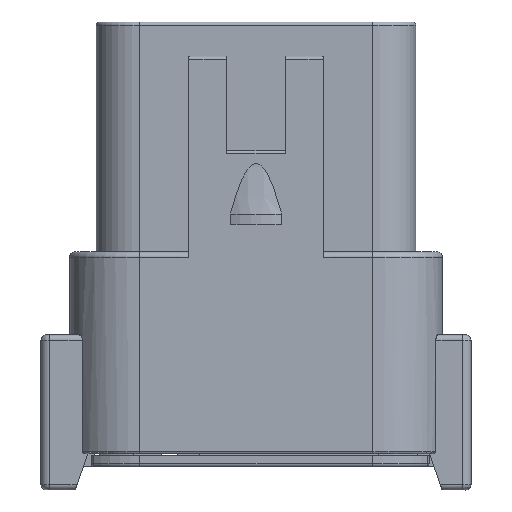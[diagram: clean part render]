
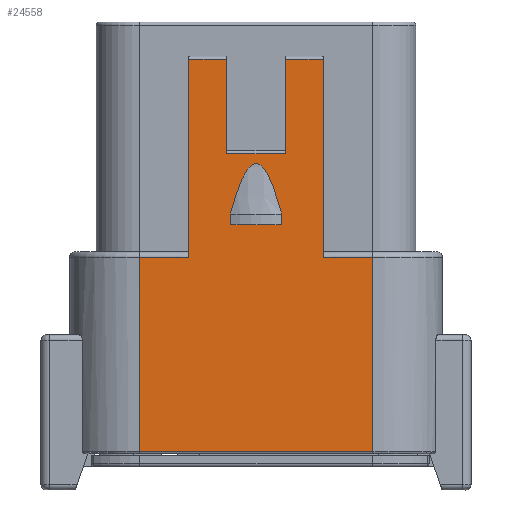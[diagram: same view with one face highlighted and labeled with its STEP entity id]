
A CAD part, left-side view. The second image highlights one B-rep face of the part: STEP entity #24558.
In plain terms, the highlighted planar face has unit normal (-1, 0, 0).
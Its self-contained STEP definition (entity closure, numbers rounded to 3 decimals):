
#1683=DIRECTION('',(0.,-1.,0.));
#1684=VECTOR('',#1683,21.85);
#1685=CARTESIAN_POINT('',(-10.125,10.925,0.2));
#1686=LINE('',#1685,#1684);
#1726=DIRECTION('',(0.,0.,-1.));
#1727=VECTOR('',#1726,18.15);
#1728=CARTESIAN_POINT('',(-10.125,10.925,18.35));
#1729=LINE('',#1728,#1727);
#2373=DIRECTION('',(0.,0.,1.));
#2374=VECTOR('',#2373,18.15);
#2375=CARTESIAN_POINT('',(-10.125,-10.925,0.2));
#2376=LINE('',#2375,#2374);
#2394=DIRECTION('',(0.,0.,1.));
#2395=VECTOR('',#2394,18.5);
#2396=CARTESIAN_POINT('',(-10.125,6.3,18.35));
#2397=LINE('',#2396,#2395);
#2398=DIRECTION('',(0.,0.,-1.));
#2399=VECTOR('',#2398,8.8);
#2400=CARTESIAN_POINT('',(-10.125,2.75,36.85));
#2401=LINE('',#2400,#2399);
#2402=DIRECTION('',(0.,0.,1.));
#2403=VECTOR('',#2402,8.8);
#2404=CARTESIAN_POINT('',(-10.125,-2.75,28.05));
#2405=LINE('',#2404,#2403);
#2406=DIRECTION('',(0.,0.,-1.));
#2407=VECTOR('',#2406,18.5);
#2408=CARTESIAN_POINT('',(-10.125,-6.3,36.85));
#2409=LINE('',#2408,#2407);
#2410=CARTESIAN_POINT('',(-10.125,-2.398,22.4));
#2411=CARTESIAN_POINT('',(-10.125,-2.343,22.606));
#2412=CARTESIAN_POINT('',(-10.125,-2.235,23.));
#2413=CARTESIAN_POINT('',(-10.125,-2.079,23.535));
#2414=CARTESIAN_POINT('',(-10.125,-1.928,24.021));
#2415=CARTESIAN_POINT('',(-10.125,-1.782,24.46));
#2416=CARTESIAN_POINT('',(-10.125,-1.64,24.856));
#2417=CARTESIAN_POINT('',(-10.125,-1.502,25.212));
#2418=CARTESIAN_POINT('',(-10.125,-1.367,25.531));
#2419=CARTESIAN_POINT('',(-10.125,-1.236,25.815));
#2420=CARTESIAN_POINT('',(-10.125,-1.107,26.067));
#2421=CARTESIAN_POINT('',(-10.125,-0.981,26.288));
#2422=CARTESIAN_POINT('',(-10.125,-0.857,26.481));
#2423=CARTESIAN_POINT('',(-10.125,-0.734,26.646));
#2424=CARTESIAN_POINT('',(-10.125,-0.613,26.784));
#2425=CARTESIAN_POINT('',(-10.125,-0.492,26.898));
#2426=CARTESIAN_POINT('',(-10.125,-0.374,26.984));
#2427=CARTESIAN_POINT('',(-10.125,-0.262,27.045));
#2428=CARTESIAN_POINT('',(-10.125,-0.155,27.083));
#2429=CARTESIAN_POINT('',(-10.125,-0.053,27.101));
#2430=CARTESIAN_POINT('',(-10.125,0.051,27.101));
#2431=CARTESIAN_POINT('',(-10.125,0.154,27.083));
#2432=CARTESIAN_POINT('',(-10.125,0.259,27.046));
#2433=CARTESIAN_POINT('',(-10.125,0.37,26.987));
#2434=CARTESIAN_POINT('',(-10.125,0.486,26.902));
#2435=CARTESIAN_POINT('',(-10.125,0.606,26.791));
#2436=CARTESIAN_POINT('',(-10.125,0.727,26.654));
#2437=CARTESIAN_POINT('',(-10.125,0.85,26.491));
#2438=CARTESIAN_POINT('',(-10.125,0.975,26.299));
#2439=CARTESIAN_POINT('',(-10.125,1.101,26.078));
#2440=CARTESIAN_POINT('',(-10.125,1.231,25.826));
#2441=CARTESIAN_POINT('',(-10.125,1.362,25.542));
#2442=CARTESIAN_POINT('',(-10.125,1.497,25.223));
#2443=CARTESIAN_POINT('',(-10.125,1.636,24.866));
#2444=CARTESIAN_POINT('',(-10.125,1.779,24.469));
#2445=CARTESIAN_POINT('',(-10.125,1.925,24.029));
#2446=CARTESIAN_POINT('',(-10.125,2.077,23.541));
#2447=CARTESIAN_POINT('',(-10.125,2.234,23.003));
#2448=CARTESIAN_POINT('',(-10.125,2.343,22.607));
#2449=CARTESIAN_POINT('',(-10.125,2.398,22.4));
#2455=DIRECTION('',(0.,1.,0.));
#2456=VECTOR('',#2455,4.625);
#2457=CARTESIAN_POINT('',(-10.125,6.3,18.35));
#2458=LINE('',#2457,#2456);
#2483=DIRECTION('',(0.,1.,0.));
#2484=VECTOR('',#2483,3.55);
#2485=CARTESIAN_POINT('',(-10.125,2.75,36.85));
#2486=LINE('',#2485,#2484);
#2513=DIRECTION('',(0.,1.,0.));
#2514=VECTOR('',#2513,5.5);
#2515=CARTESIAN_POINT('',(-10.125,-2.75,28.05));
#2516=LINE('',#2515,#2514);
#14092=DIRECTION('',(0.,1.,0.));
#14093=VECTOR('',#14092,4.625);
#14094=CARTESIAN_POINT('',(-10.125,-10.925,18.35));
#14095=LINE('',#14094,#14093);
#14129=DIRECTION('',(0.,1.,0.));
#14130=VECTOR('',#14129,3.55);
#14131=CARTESIAN_POINT('',(-10.125,-6.3,36.85));
#14132=LINE('',#14131,#14130);
#14180=DIRECTION('',(0.,1.,0.));
#14181=VECTOR('',#14180,4.796);
#14182=CARTESIAN_POINT('',(-10.125,-2.398,21.4));
#14183=LINE('',#14182,#14181);
#14189=DIRECTION('',(0.,0.,-1.));
#14190=VECTOR('',#14189,1.);
#14191=CARTESIAN_POINT('',(-10.125,-2.398,22.4));
#14192=LINE('',#14191,#14190);
#14193=DIRECTION('',(0.,0.,1.));
#14194=VECTOR('',#14193,1.);
#14195=CARTESIAN_POINT('',(-10.125,2.398,21.4));
#14196=LINE('',#14195,#14194);
#16692=CARTESIAN_POINT('',(-10.125,10.925,0.2));
#16693=VERTEX_POINT('',#16692);
#16707=CARTESIAN_POINT('',(-10.125,10.925,18.35));
#16708=VERTEX_POINT('',#16707);
#16870=CARTESIAN_POINT('',(-10.125,-10.925,0.2));
#16871=VERTEX_POINT('',#16870);
#16874=CARTESIAN_POINT('',(-10.125,6.3,18.35));
#16875=VERTEX_POINT('',#16874);
#16876=CARTESIAN_POINT('',(-10.125,6.3,36.85));
#16877=VERTEX_POINT('',#16876);
#16878=CARTESIAN_POINT('',(-10.125,2.75,36.85));
#16879=VERTEX_POINT('',#16878);
#16880=CARTESIAN_POINT('',(-10.125,2.75,28.05));
#16881=VERTEX_POINT('',#16880);
#16882=CARTESIAN_POINT('',(-10.125,-2.75,28.05));
#16883=VERTEX_POINT('',#16882);
#16884=CARTESIAN_POINT('',(-10.125,-2.75,36.85));
#16885=VERTEX_POINT('',#16884);
#16886=CARTESIAN_POINT('',(-10.125,-6.3,36.85));
#16887=VERTEX_POINT('',#16886);
#16888=CARTESIAN_POINT('',(-10.125,-6.3,18.35));
#16889=VERTEX_POINT('',#16888);
#16890=CARTESIAN_POINT('',(-10.125,-10.925,18.35));
#16891=VERTEX_POINT('',#16890);
#16892=CARTESIAN_POINT('',(-10.125,-2.398,21.4));
#16893=CARTESIAN_POINT('',(-10.125,2.398,21.4));
#16894=VERTEX_POINT('',#16892);
#16895=VERTEX_POINT('',#16893);
#16896=CARTESIAN_POINT('',(-10.125,-2.398,22.4));
#16897=VERTEX_POINT('',#16896);
#16898=VERTEX_POINT('',#2449);
#24520=CARTESIAN_POINT('',(-10.125,-17.425,0.));
#24521=DIRECTION('',(-1.,0.,0.));
#24522=DIRECTION('',(0.,1.,0.));
#24523=AXIS2_PLACEMENT_3D('',#24520,#24521,#24522);
#24524=PLANE('',#24523);
#24525=ORIENTED_EDGE('',*,*,#23524,.F.);
#24526=ORIENTED_EDGE('',*,*,#23579,.F.);
#24528=ORIENTED_EDGE('',*,*,#24527,.F.);
#24530=ORIENTED_EDGE('',*,*,#24529,.T.);
#24532=ORIENTED_EDGE('',*,*,#24531,.F.);
#24534=ORIENTED_EDGE('',*,*,#24533,.T.);
#24536=ORIENTED_EDGE('',*,*,#24535,.F.);
#24538=ORIENTED_EDGE('',*,*,#24537,.T.);
#24540=ORIENTED_EDGE('',*,*,#24539,.F.);
#24542=ORIENTED_EDGE('',*,*,#24541,.T.);
#24544=ORIENTED_EDGE('',*,*,#24543,.F.);
#24545=ORIENTED_EDGE('',*,*,#24509,.F.);
#24546=EDGE_LOOP('',(#24525,#24526,#24528,#24530,#24532,#24534,#24536,#24538,
#24540,#24542,#24544,#24545));
#24547=FACE_OUTER_BOUND('',#24546,.F.);
#24549=ORIENTED_EDGE('',*,*,#24548,.F.);
#24551=ORIENTED_EDGE('',*,*,#24550,.F.);
#24553=ORIENTED_EDGE('',*,*,#24552,.T.);
#24555=ORIENTED_EDGE('',*,*,#24554,.F.);
#24556=EDGE_LOOP('',(#24549,#24551,#24553,#24555));
#24557=FACE_BOUND('',#24556,.F.);
#24558=ADVANCED_FACE('',(#24547,#24557),#24524,.T.);
#2450=B_SPLINE_CURVE_WITH_KNOTS('',3,(#2410,#2411,#2412,#2413,#2414,#2415,#2416,
#2417,#2418,#2419,#2420,#2421,#2422,#2423,#2424,#2425,#2426,#2427,#2428,#2429,
#2430,#2431,#2432,#2433,#2434,#2435,#2436,#2437,#2438,#2439,#2440,#2441,#2442,
#2443,#2444,#2445,#2446,#2447,#2448,#2449),.UNSPECIFIED.,.F.,.F.,(4,1,1,1,1,1,1,
1,1,1,1,1,1,1,1,1,1,1,1,1,1,1,1,1,1,1,1,1,1,1,1,1,1,1,1,1,1,4),(0.,
0.027,0.054,0.081,0.108,
0.135,0.162,0.189,0.216,
0.243,0.27,0.297,0.324,
0.351,0.378,0.405,0.432,
0.459,0.486,0.514,0.541,
0.568,0.595,0.622,0.649,
0.676,0.703,0.73,0.757,
0.784,0.811,0.838,0.865,
0.892,0.919,0.946,0.973,1.),
.UNSPECIFIED.);
#23524=EDGE_CURVE('',#16693,#16871,#1686,.T.);
#23579=EDGE_CURVE('',#16708,#16693,#1729,.T.);
#24509=EDGE_CURVE('',#16871,#16891,#2376,.T.);
#24527=EDGE_CURVE('',#16875,#16708,#2458,.T.);
#24529=EDGE_CURVE('',#16875,#16877,#2397,.T.);
#24531=EDGE_CURVE('',#16879,#16877,#2486,.T.);
#24533=EDGE_CURVE('',#16879,#16881,#2401,.T.);
#24535=EDGE_CURVE('',#16883,#16881,#2516,.T.);
#24537=EDGE_CURVE('',#16883,#16885,#2405,.T.);
#24539=EDGE_CURVE('',#16887,#16885,#14132,.T.);
#24541=EDGE_CURVE('',#16887,#16889,#2409,.T.);
#24543=EDGE_CURVE('',#16891,#16889,#14095,.T.);
#24548=EDGE_CURVE('',#16894,#16895,#14183,.T.);
#24550=EDGE_CURVE('',#16897,#16894,#14192,.T.);
#24552=EDGE_CURVE('',#16897,#16898,#2450,.T.);
#24554=EDGE_CURVE('',#16895,#16898,#14196,.T.);
